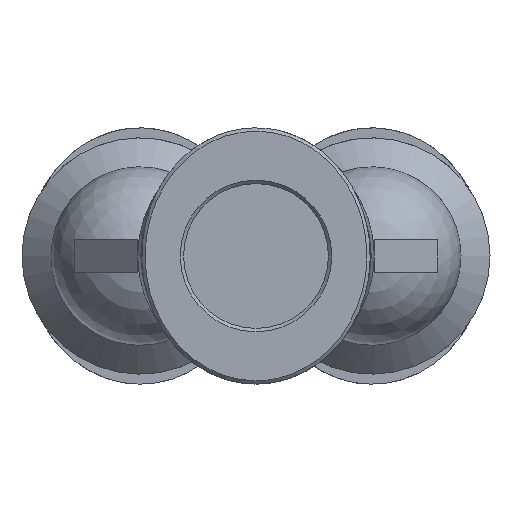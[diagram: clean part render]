
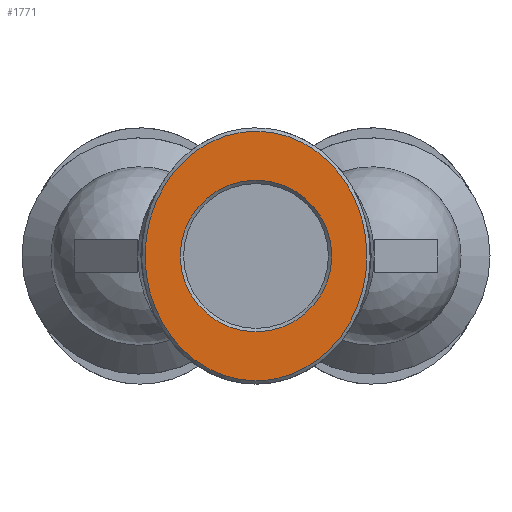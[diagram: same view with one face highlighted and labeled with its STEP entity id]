
A CAD part, front view. The second image highlights one B-rep face of the part: STEP entity #1771.
In plain terms, the highlighted face is planar.
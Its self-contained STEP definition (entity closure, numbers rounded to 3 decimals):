
#1698=CARTESIAN_POINT('',(11.2,5.3,0.));
#1699=VERTEX_POINT('',#1698);
#1729=CARTESIAN_POINT('',(11.2,5.3,0.));
#1730=CARTESIAN_POINT('',(11.2,5.3,1.483));
#1731=CARTESIAN_POINT('',(10.442,5.3,4.449));
#1732=CARTESIAN_POINT('',(7.238,5.3,8.035));
#1733=CARTESIAN_POINT('',(2.587,5.3,10.032));
#1734=CARTESIAN_POINT('',(-2.588,5.3,10.032));
#1735=CARTESIAN_POINT('',(-7.235,5.3,8.034));
#1736=CARTESIAN_POINT('',(-10.806,5.3,4.05));
#1737=CARTESIAN_POINT('',(-11.576,5.3,-0.541));
#1738=CARTESIAN_POINT('',(-9.921,5.3,-5.33));
#1739=CARTESIAN_POINT('',(-6.758,5.3,-8.373));
#1740=CARTESIAN_POINT('',(-2.008,5.3,-10.03));
#1741=CARTESIAN_POINT('',(2.584,5.3,-10.034));
#1742=CARTESIAN_POINT('',(7.239,5.3,-8.033));
#1743=CARTESIAN_POINT('',(10.442,5.3,-4.449));
#1744=CARTESIAN_POINT('',(11.2,5.3,-1.483));
#1745=CARTESIAN_POINT('',(11.2,5.3,0.));
#1746=B_SPLINE_CURVE_WITH_KNOTS('',3,(#1729,#1730,#1731,#1732,#1733,#1734,#1735,#1736,#1737,#1738,#1739,#1740,#1741,#1742,#1743,#1744,#1745),.UNSPECIFIED.,.T.,.U.,(4,1,1,1,1,1,1,1,1,1,1,1,1,1,4),(-3.142,-2.693,-2.244,-1.795,-1.346,-0.898,-0.449,0.15,0.449,1.047,1.346,1.795,2.244,2.693,3.142),.UNSPECIFIED.);
#1747=EDGE_CURVE('',#1699,#1699,#1746,.T.);
#1752=CARTESIAN_POINT('',(0.,5.3,0.));
#1753=DIRECTION('',(0.0,-1.0,0.0));
#1754=DIRECTION('',(0.0,0.0,-1.0));
#1755=AXIS2_PLACEMENT_3D('',#1752,#1753,#1754);
#1756=PLANE('',#1755);
#1757=ORIENTED_EDGE('',*,*,#1747,.F.);
#1758=EDGE_LOOP('',(#1757));
#1759=FACE_OUTER_BOUND('',#1758,.T.);
#1760=CARTESIAN_POINT('',(6.8,5.3,0.));
#1761=VERTEX_POINT('',#1760);
#1762=CARTESIAN_POINT('',(0.,5.3,0.0));
#1763=DIRECTION('',(0.0,1.0,0.0));
#1764=DIRECTION('',(-1.0,0.0,0.0));
#1765=AXIS2_PLACEMENT_3D('',#1762,#1763,#1764);
#1766=CIRCLE('',#1765,6.8);
#1767=EDGE_CURVE('',#1761,#1761,#1766,.T.);
#1768=ORIENTED_EDGE('',*,*,#1767,.F.);
#1769=EDGE_LOOP('',(#1768));
#1770=FACE_BOUND('',#1769,.T.);
#1771=ADVANCED_FACE('',(#1759,#1770),#1756,.F.);
